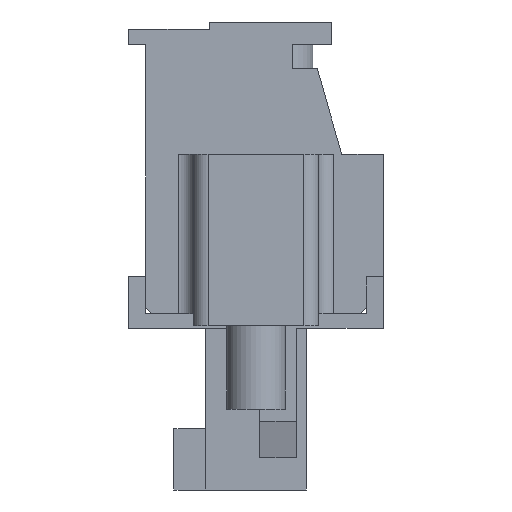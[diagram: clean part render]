
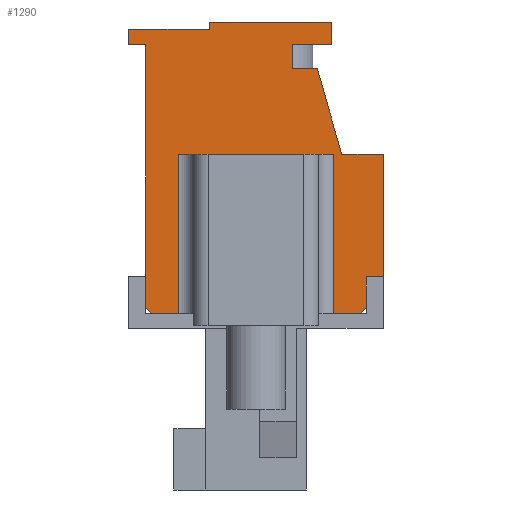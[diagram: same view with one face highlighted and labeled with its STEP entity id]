
A CAD part, left-side view. The second image highlights one B-rep face of the part: STEP entity #1290.
In plain terms, the highlighted planar face has unit normal (-1, 0, 0).
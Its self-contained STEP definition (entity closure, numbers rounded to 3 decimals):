
#1290 = ADVANCED_FACE( '', ( #2792 ), #2793, .T. );
#2792 = FACE_OUTER_BOUND( '', #4568, .T. );
#2793 = PLANE( '', #4569 );
#4568 = EDGE_LOOP( '', ( #7975, #7976, #7977, #7978, #7979, #7980, #7981, #7982, #7983, #7984, #7985, #7986, #7987, #7988, #7989, #7990, #7991, #7992, #7993, #7994, #7995, #7996 ) );
#4569 = AXIS2_PLACEMENT_3D( '', #7997, #7998, #7999 );
#7975 = ORIENTED_EDGE( '', *, *, #11109, .T. );
#7976 = ORIENTED_EDGE( '', *, *, #12137, .T. );
#7977 = ORIENTED_EDGE( '', *, *, #11443, .T. );
#7978 = ORIENTED_EDGE( '', *, *, #12138, .T. );
#7979 = ORIENTED_EDGE( '', *, *, #12004, .F. );
#7980 = ORIENTED_EDGE( '', *, *, #12064, .T. );
#7981 = ORIENTED_EDGE( '', *, *, #11453, .T. );
#7982 = ORIENTED_EDGE( '', *, *, #12139, .T. );
#7983 = ORIENTED_EDGE( '', *, *, #11404, .T. );
#7984 = ORIENTED_EDGE( '', *, *, #12140, .T. );
#7985 = ORIENTED_EDGE( '', *, *, #11805, .T. );
#7986 = ORIENTED_EDGE( '', *, *, #12141, .T. );
#7987 = ORIENTED_EDGE( '', *, *, #12142, .T. );
#7988 = ORIENTED_EDGE( '', *, *, #12143, .T. );
#7989 = ORIENTED_EDGE( '', *, *, #10883, .T. );
#7990 = ORIENTED_EDGE( '', *, *, #12144, .T. );
#7991 = ORIENTED_EDGE( '', *, *, #11337, .T. );
#7992 = ORIENTED_EDGE( '', *, *, #11809, .T. );
#7993 = ORIENTED_EDGE( '', *, *, #11672, .T. );
#7994 = ORIENTED_EDGE( '', *, *, #12145, .T. );
#7995 = ORIENTED_EDGE( '', *, *, #11819, .T. );
#7996 = ORIENTED_EDGE( '', *, *, #11033, .T. );
#7997 = CARTESIAN_POINT( '', ( -7., 0., 0. ) );
#7998 = DIRECTION( '', ( -1., 0., 0. ) );
#7999 = DIRECTION( '', ( 0., 0., 1. ) );
#10883 = EDGE_CURVE( '', #13019, #13023, #13025, .T. );
#11033 = EDGE_CURVE( '', #13296, #13297, #13298, .T. );
#11109 = EDGE_CURVE( '', #13297, #13426, #13428, .T. );
#11337 = EDGE_CURVE( '', #13813, #13814, #13815, .T. );
#11404 = EDGE_CURVE( '', #13926, #13927, #13928, .T. );
#11443 = EDGE_CURVE( '', #13997, #13998, #13999, .T. );
#11453 = EDGE_CURVE( '', #14018, #14016, #14019, .T. );
#11672 = EDGE_CURVE( '', #14360, #14361, #14362, .T. );
#11805 = EDGE_CURVE( '', #14549, #14569, #14571, .T. );
#11809 = EDGE_CURVE( '', #13814, #14360, #14577, .T. );
#11819 = EDGE_CURVE( '', #14590, #13296, #14591, .T. );
#12004 = EDGE_CURVE( '', #14861, #14863, #14864, .T. );
#12064 = EDGE_CURVE( '', #14861, #14018, #14958, .F. );
#12137 = EDGE_CURVE( '', #13426, #13997, #15049, .F. );
#12138 = EDGE_CURVE( '', #13998, #14863, #15050, .F. );
#12139 = EDGE_CURVE( '', #14016, #13926, #15051, .F. );
#12140 = EDGE_CURVE( '', #13927, #14549, #15052, .T. );
#12141 = EDGE_CURVE( '', #14569, #15053, #15054, .T. );
#12142 = EDGE_CURVE( '', #15053, #15055, #15056, .T. );
#12143 = EDGE_CURVE( '', #15055, #13019, #15057, .T. );
#12144 = EDGE_CURVE( '', #13023, #13813, #15058, .T. );
#12145 = EDGE_CURVE( '', #14361, #14590, #15059, .T. );
#13019 = VERTEX_POINT( '', #16127 );
#13023 = VERTEX_POINT( '', #16133 );
#13025 = LINE( '', #16136, #16137 );
#13296 = VERTEX_POINT( '', #16527 );
#13297 = VERTEX_POINT( '', #16528 );
#13298 = LINE( '', #16529, #16530 );
#13426 = VERTEX_POINT( '', #16714 );
#13428 = LINE( '', #16717, #16718 );
#13813 = VERTEX_POINT( '', #17288 );
#13814 = VERTEX_POINT( '', #17289 );
#13815 = LINE( '', #17290, #17291 );
#13926 = VERTEX_POINT( '', #17452 );
#13927 = VERTEX_POINT( '', #17453 );
#13928 = LINE( '', #17454, #17455 );
#13997 = VERTEX_POINT( '', #17561 );
#13998 = VERTEX_POINT( '', #17562 );
#13999 = LINE( '', #17563, #17564 );
#14016 = VERTEX_POINT( '', #17585 );
#14018 = VERTEX_POINT( '', #17588 );
#14019 = LINE( '', #17589, #17590 );
#14360 = VERTEX_POINT( '', #18075 );
#14361 = VERTEX_POINT( '', #18076 );
#14362 = LINE( '', #18077, #18078 );
#14549 = VERTEX_POINT( '', #18351 );
#14569 = VERTEX_POINT( '', #18383 );
#14571 = LINE( '', #18386, #18387 );
#14577 = LINE( '', #18393, #18394 );
#14590 = VERTEX_POINT( '', #18412 );
#14591 = LINE( '', #18413, #18414 );
#14861 = VERTEX_POINT( '', #18820 );
#14863 = VERTEX_POINT( '', #18822 );
#14864 = LINE( '', #18823, #18824 );
#14958 = LINE( '', #18955, #18956 );
#15049 = LINE( '', #19088, #19089 );
#15050 = LINE( '', #19090, #19091 );
#15051 = LINE( '', #19092, #19093 );
#15052 = LINE( '', #19094, #19095 );
#15053 = VERTEX_POINT( '', #19096 );
#15054 = LINE( '', #19097, #19098 );
#15055 = VERTEX_POINT( '', #19099 );
#15056 = LINE( '', #19100, #19101 );
#15057 = LINE( '', #19102, #19103 );
#15058 = LINE( '', #19104, #19105 );
#15059 = LINE( '', #19106, #19107 );
#16127 = CARTESIAN_POINT( '', ( -7., -1.5, 4.76 ) );
#16133 = CARTESIAN_POINT( '', ( -7., -1.5, 5.76 ) );
#16136 = CARTESIAN_POINT( '', ( -7., -1.5, 4.76 ) );
#16137 = VECTOR( '', #20413, 1000. );
#16527 = CARTESIAN_POINT( '', ( -7., 5.2, 5.74 ) );
#16528 = CARTESIAN_POINT( '', ( -7., 4.5, 5.74 ) );
#16529 = CARTESIAN_POINT( '', ( -7., 5.2, 5.74 ) );
#16530 = VECTOR( '', #20567, 1000. );
#16714 = CARTESIAN_POINT( '', ( -7., 4.5, -4.99 ) );
#16717 = CARTESIAN_POINT( '', ( -7., 4.5, 5.74 ) );
#16718 = VECTOR( '', #20646, 1000. );
#17288 = CARTESIAN_POINT( '', ( -7., -3.1, 5.76 ) );
#17289 = CARTESIAN_POINT( '', ( -7., -3.1, 6.66 ) );
#17290 = CARTESIAN_POINT( '', ( -7., -3.1, 5.76 ) );
#17291 = VECTOR( '', #20863, 1000. );
#17452 = CARTESIAN_POINT( '', ( -7., -4.5, -4.99 ) );
#17453 = CARTESIAN_POINT( '', ( -7., -4.5, -3.74 ) );
#17454 = CARTESIAN_POINT( '', ( -7., -4.5, -5.74 ) );
#17455 = VECTOR( '', #20929, 1000. );
#17561 = CARTESIAN_POINT( '', ( -7., 4.25, -5.24 ) );
#17562 = CARTESIAN_POINT( '', ( -7., 3.15, -5.24 ) );
#17563 = CARTESIAN_POINT( '', ( -7., 0., -5.24 ) );
#17564 = VECTOR( '', #20967, 1000. );
#17585 = CARTESIAN_POINT( '', ( -7., -4.25, -5.24 ) );
#17588 = CARTESIAN_POINT( '', ( -7., -3.15, -5.24 ) );
#17589 = CARTESIAN_POINT( '', ( -7., 0., -5.24 ) );
#17590 = VECTOR( '', #20985, 1000. );
#18075 = CARTESIAN_POINT( '', ( -7., 1.9, 6.66 ) );
#18076 = CARTESIAN_POINT( '', ( -7., 1.9, 6.36 ) );
#18077 = CARTESIAN_POINT( '', ( -7., 1.9, 6.66 ) );
#18078 = VECTOR( '', #21217, 1000. );
#18351 = CARTESIAN_POINT( '', ( -7., -5.2, -3.74 ) );
#18383 = CARTESIAN_POINT( '', ( -7., -5.2, 1.26 ) );
#18386 = CARTESIAN_POINT( '', ( -7., -5.2, -3.74 ) );
#18387 = VECTOR( '', #21344, 1000. );
#18393 = CARTESIAN_POINT( '', ( -7., -3.1, 6.66 ) );
#18394 = VECTOR( '', #21351, 1000. );
#18412 = CARTESIAN_POINT( '', ( -7., 5.2, 6.36 ) );
#18413 = CARTESIAN_POINT( '', ( -7., 5.2, 6.36 ) );
#18414 = VECTOR( '', #21360, 1000. );
#18820 = CARTESIAN_POINT( '', ( -7., -3.15, 1.26 ) );
#18822 = CARTESIAN_POINT( '', ( -7., 3.15, 1.26 ) );
#18823 = CARTESIAN_POINT( '', ( -7., -2.55, 1.26 ) );
#18824 = VECTOR( '', #21531, 1000. );
#18955 = CARTESIAN_POINT( '', ( -7., -3.15, 0. ) );
#18956 = VECTOR( '', #21595, 1000. );
#19088 = CARTESIAN_POINT( '', ( -7., 4.745, -4.745 ) );
#19089 = VECTOR( '', #21655, 1000. );
#19090 = CARTESIAN_POINT( '', ( -7., 3.15, 0. ) );
#19091 = VECTOR( '', #21656, 1000. );
#19092 = CARTESIAN_POINT( '', ( -7., -4.745, -4.745 ) );
#19093 = VECTOR( '', #21657, 1000. );
#19094 = CARTESIAN_POINT( '', ( -7., -4.5, -3.74 ) );
#19095 = VECTOR( '', #21658, 1000. );
#19096 = CARTESIAN_POINT( '', ( -7., -3.5, 1.26 ) );
#19097 = CARTESIAN_POINT( '', ( -7., -5.2, 1.26 ) );
#19098 = VECTOR( '', #21659, 1000. );
#19099 = CARTESIAN_POINT( '', ( -7., -2.5, 4.76 ) );
#19100 = CARTESIAN_POINT( '', ( -7., -3.5, 1.26 ) );
#19101 = VECTOR( '', #21660, 1000. );
#19102 = CARTESIAN_POINT( '', ( -7., -1.5, 4.76 ) );
#19103 = VECTOR( '', #21661, 1000. );
#19104 = CARTESIAN_POINT( '', ( -7., -1.5, 5.76 ) );
#19105 = VECTOR( '', #21662, 1000. );
#19106 = CARTESIAN_POINT( '', ( -7., 1.9, 6.36 ) );
#19107 = VECTOR( '', #21663, 1000. );
#20413 = DIRECTION( '', ( 0., 0., 1. ) );
#20567 = DIRECTION( '', ( 0., -1., 0. ) );
#20646 = DIRECTION( '', ( 0., 0., -1. ) );
#20863 = DIRECTION( '', ( 0., 0., 1. ) );
#20929 = DIRECTION( '', ( 0., 0., 1. ) );
#20967 = DIRECTION( '', ( 0., -1., 0. ) );
#20985 = DIRECTION( '', ( 0., -1., 0. ) );
#21217 = DIRECTION( '', ( 0., 0., -1. ) );
#21344 = DIRECTION( '', ( 0., 0., 1. ) );
#21351 = DIRECTION( '', ( 0., 1., 0. ) );
#21360 = DIRECTION( '', ( 0., 0., -1. ) );
#21531 = DIRECTION( '', ( 0., 1., 0. ) );
#21595 = DIRECTION( '', ( 0., 0., 1. ) );
#21655 = DIRECTION( '', ( 0., 0.707, 0.707 ) );
#21656 = DIRECTION( '', ( 0., 0., -1. ) );
#21657 = DIRECTION( '', ( 0., 0.707, -0.707 ) );
#21658 = DIRECTION( '', ( 0., -1., 0. ) );
#21659 = DIRECTION( '', ( 0., 1., 0. ) );
#21660 = DIRECTION( '', ( 0., 0.275, 0.962 ) );
#21661 = DIRECTION( '', ( 0., 1., 0. ) );
#21662 = DIRECTION( '', ( 0., -1., 0. ) );
#21663 = DIRECTION( '', ( 0., 1., 0. ) );
